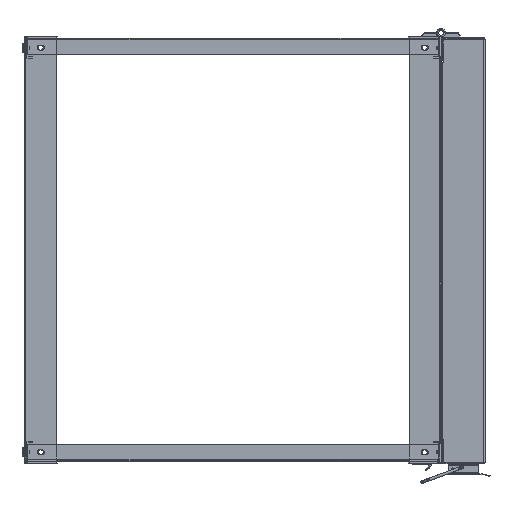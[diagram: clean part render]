
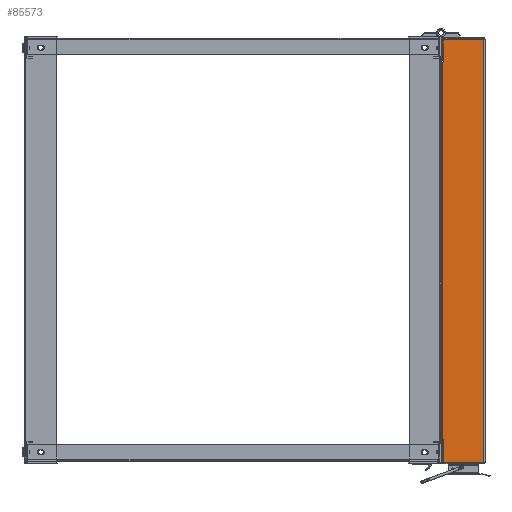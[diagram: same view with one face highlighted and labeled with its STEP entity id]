
A CAD part, left-side view. The second image highlights one B-rep face of the part: STEP entity #85573.
In plain terms, the highlighted planar face has unit normal (-1, 0, 0).
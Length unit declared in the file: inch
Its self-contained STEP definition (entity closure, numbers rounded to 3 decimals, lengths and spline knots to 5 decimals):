
#712 = CARTESIAN_POINT ( 'NONE',  ( -0.00689, -0.14882, -10.88112 ) ) ;
#1842 = ORIENTED_EDGE ( 'NONE', *, *, #93792, .F. ) ;
#5025 = DIRECTION ( 'NONE',  ( 0., 0., 1. ) ) ;
#5308 = ORIENTED_EDGE ( 'NONE', *, *, #42077, .T. ) ;
#5749 = CARTESIAN_POINT ( 'NONE',  ( -0.00689, -0.10157, -10.83388 ) ) ;
#6022 = EDGE_CURVE ( 'NONE', #32189, #92285, #68633, .T. ) ;
#7300 = DIRECTION ( 'NONE',  ( 0., 1., 0. ) ) ;
#8343 = PLANE ( 'NONE',  #67010 ) ;
#9343 = VERTEX_POINT ( 'NONE', #16287 ) ;
#11036 = EDGE_CURVE ( 'NONE', #86000, #28740, #77662, .T. ) ;
#12447 = DIRECTION ( 'NONE',  ( 0., -1., 0. ) ) ;
#15800 = ORIENTED_EDGE ( 'NONE', *, *, #46237, .F. ) ;
#16129 = VERTEX_POINT ( 'NONE', #23365 ) ;
#16287 = CARTESIAN_POINT ( 'NONE',  ( -0.00689, -0.14882, -10.88112 ) ) ;
#16417 = VERTEX_POINT ( 'NONE', #103705 ) ;
#16455 = CARTESIAN_POINT ( 'NONE',  ( -0.00689, -0.14882, 10.81179 ) ) ;
#16470 = LINE ( 'NONE', #712, #49029 ) ;
#16589 = DIRECTION ( 'NONE',  ( 0., 0., -1. ) ) ;
#17588 = CARTESIAN_POINT ( 'NONE',  ( -0.00689, -0.10157, -0.03467 ) ) ;
#19935 = VECTOR ( 'NONE', #5025, 39.37008 ) ;
#20063 = CARTESIAN_POINT ( 'NONE',  ( -0.00689, -0.0912, -9.70002 ) ) ;
#23365 = CARTESIAN_POINT ( 'NONE',  ( -0.00689, -0.10157, 9.63069 ) ) ;
#23785 = ORIENTED_EDGE ( 'NONE', *, *, #27422, .F. ) ;
#24617 = DIRECTION ( 'NONE',  ( 1., 0., 0. ) ) ;
#26459 = VERTEX_POINT ( 'NONE', #70106 ) ;
#26937 = ORIENTED_EDGE ( 'NONE', *, *, #44661, .F. ) ;
#27221 = EDGE_CURVE ( 'NONE', #28740, #16417, #99735, .T. ) ;
#27422 = EDGE_CURVE ( 'NONE', #16129, #86000, #101301, .T. ) ;
#28213 = DIRECTION ( 'NONE',  ( 0., -0.707, 0.707 ) ) ;
#28264 = VECTOR ( 'NONE', #12447, 39.37008 ) ;
#28740 = VERTEX_POINT ( 'NONE', #16455 ) ;
#29253 = CARTESIAN_POINT ( 'NONE',  ( -0.00689, -0.10157, -0.03467 ) ) ;
#31473 = CARTESIAN_POINT ( 'NONE',  ( -0.00689, -2.18819, -0.03467 ) ) ;
#32189 = VERTEX_POINT ( 'NONE', #20063 ) ;
#32355 = ORIENTED_EDGE ( 'NONE', *, *, #61860, .T. ) ;
#32833 = ORIENTED_EDGE ( 'NONE', *, *, #27221, .F. ) ;
#32844 = LINE ( 'NONE', #17588, #77885 ) ;
#38305 = LINE ( 'NONE', #92541, #41022 ) ;
#39193 = DIRECTION ( 'NONE',  ( 0., 0., 1. ) ) ;
#40680 = CARTESIAN_POINT ( 'NONE',  ( -0.00689, -0.10157, 10.76455 ) ) ;
#41022 = VECTOR ( 'NONE', #7300, 39.37008 ) ;
#42077 = EDGE_CURVE ( 'NONE', #32189, #53301, #93510, .T. ) ;
#43460 = CARTESIAN_POINT ( 'NONE',  ( -0.00689, -2.18819, 10.81179 ) ) ;
#43999 = CARTESIAN_POINT ( 'NONE',  ( -0.00689, -0.0912, 9.63069 ) ) ;
#44661 = EDGE_CURVE ( 'NONE', #16417, #26459, #57596, .T. ) ;
#44736 = VECTOR ( 'NONE', #83530, 39.37008 ) ;
#46237 = EDGE_CURVE ( 'NONE', #9343, #53417, #16470, .T. ) ;
#49029 = VECTOR ( 'NONE', #79601, 39.37008 ) ;
#49672 = DIRECTION ( 'NONE',  ( 0., 0., 1. ) ) ;
#50124 = VECTOR ( 'NONE', #39193, 39.37008 ) ;
#50145 = VECTOR ( 'NONE', #16589, 39.37008 ) ;
#52206 = LINE ( 'NONE', #76899, #62702 ) ;
#53301 = VERTEX_POINT ( 'NONE', #100405 ) ;
#53372 = EDGE_LOOP ( 'NONE', ( #78632, #23785, #32355, #89827, #5308, #95969, #15800, #1842, #26937, #32833 ) ) ;
#53417 = VERTEX_POINT ( 'NONE', #5749 ) ;
#57596 = LINE ( 'NONE', #65487, #50145 ) ;
#58584 = VECTOR ( 'NONE', #28213, 39.37008 ) ;
#61860 = EDGE_CURVE ( 'NONE', #16129, #92285, #52206, .T. ) ;
#62702 = VECTOR ( 'NONE', #67453, 39.37008 ) ;
#65487 = CARTESIAN_POINT ( 'NONE',  ( -0.00689, -2.1685, 21.65834 ) ) ;
#67010 = AXIS2_PLACEMENT_3D ( 'NONE', #31473, #24617, #104055 ) ;
#67453 = DIRECTION ( 'NONE',  ( 0., 1., 0. ) ) ;
#68633 = LINE ( 'NONE', #69692, #19935 ) ;
#69692 = CARTESIAN_POINT ( 'NONE',  ( -0.00689, -0.0912, -0.03467 ) ) ;
#70106 = CARTESIAN_POINT ( 'NONE',  ( -0.00689, -2.1685, -10.88112 ) ) ;
#71384 = EDGE_CURVE ( 'NONE', #53417, #53301, #32844, .T. ) ;
#76899 = CARTESIAN_POINT ( 'NONE',  ( -0.00689, -0.10157, 9.63069 ) ) ;
#77662 = LINE ( 'NONE', #101313, #58584 ) ;
#77885 = VECTOR ( 'NONE', #49672, 39.37008 ) ;
#78632 = ORIENTED_EDGE ( 'NONE', *, *, #11036, .F. ) ;
#79601 = DIRECTION ( 'NONE',  ( 0., 0.707, 0.707 ) ) ;
#83530 = DIRECTION ( 'NONE',  ( 0., -1., 0. ) ) ;
#84582 = CARTESIAN_POINT ( 'NONE',  ( -0.00689, -0.10157, -9.70002 ) ) ;
#85573 = ADVANCED_FACE ( 'NONE', ( #96165 ), #8343, .F. ) ;
#86000 = VERTEX_POINT ( 'NONE', #40680 ) ;
#89827 = ORIENTED_EDGE ( 'NONE', *, *, #6022, .F. ) ;
#92285 = VERTEX_POINT ( 'NONE', #43999 ) ;
#92541 = CARTESIAN_POINT ( 'NONE',  ( -0.00689, -2.18819, -10.88112 ) ) ;
#93510 = LINE ( 'NONE', #84582, #44736 ) ;
#93792 = EDGE_CURVE ( 'NONE', #26459, #9343, #38305, .T. ) ;
#95969 = ORIENTED_EDGE ( 'NONE', *, *, #71384, .F. ) ;
#96165 = FACE_OUTER_BOUND ( 'NONE', #53372, .T. ) ;
#99735 = LINE ( 'NONE', #43460, #28264 ) ;
#100405 = CARTESIAN_POINT ( 'NONE',  ( -0.00689, -0.10157, -9.70002 ) ) ;
#101301 = LINE ( 'NONE', #29253, #50124 ) ;
#101313 = CARTESIAN_POINT ( 'NONE',  ( -0.00689, -0.10157, 10.76455 ) ) ;
#103705 = CARTESIAN_POINT ( 'NONE',  ( -0.00689, -2.1685, 10.81179 ) ) ;
#104055 = DIRECTION ( 'NONE',  ( 0., 1., 0. ) ) ;
